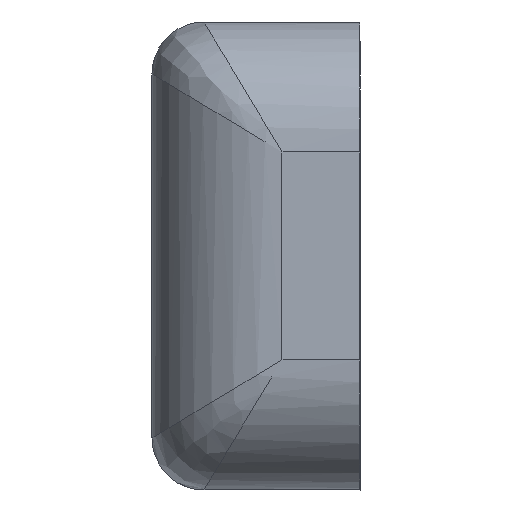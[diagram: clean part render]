
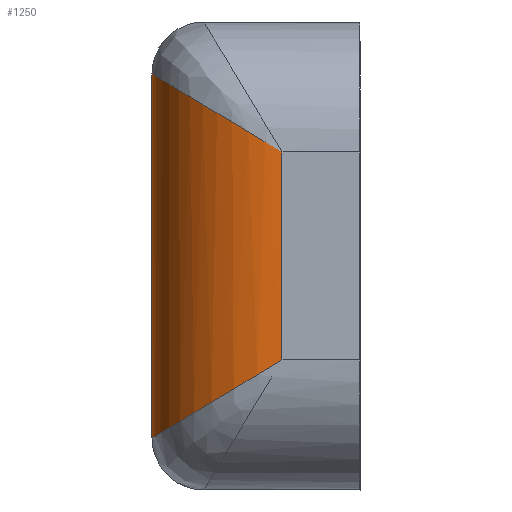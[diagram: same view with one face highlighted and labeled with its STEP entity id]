
A CAD part, left-side view. The second image highlights one B-rep face of the part: STEP entity #1250.
In plain terms, the highlighted cylindrical face has radius 5 mm (diameter 10 mm), a partial arc.
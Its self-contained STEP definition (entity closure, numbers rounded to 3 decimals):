
#28=ELLIPSE('',#1359,5.831,5.);
#31=ELLIPSE('',#1365,5.831,5.);
#44=CYLINDRICAL_SURFACE('',#1367,5.);
#145=LINE('',#2127,#277);
#146=LINE('',#2128,#278);
#277=VECTOR('',#1639,10.);
#278=VECTOR('',#1640,10.);
#355=FACE_OUTER_BOUND('',#427,.T.);
#427=EDGE_LOOP('',(#993,#994,#995,#996));
#593=VERTEX_POINT('',#2073);
#594=VERTEX_POINT('',#2074);
#599=VERTEX_POINT('',#2121);
#600=VERTEX_POINT('',#2123);
#739=EDGE_CURVE('',#593,#594,#28,.T.);
#746=EDGE_CURVE('',#599,#600,#31,.T.);
#748=EDGE_CURVE('',#593,#600,#145,.T.);
#749=EDGE_CURVE('',#599,#594,#146,.T.);
#993=ORIENTED_EDGE('',*,*,#739,.F.);
#994=ORIENTED_EDGE('',*,*,#748,.T.);
#995=ORIENTED_EDGE('',*,*,#746,.F.);
#996=ORIENTED_EDGE('',*,*,#749,.T.);
#1250=ADVANCED_FACE('',(#355),#44,.T.);
#1359=AXIS2_PLACEMENT_3D('',#2075,#1619,#1620);
#1365=AXIS2_PLACEMENT_3D('',#2124,#1633,#1634);
#1367=AXIS2_PLACEMENT_3D('',#2126,#1637,#1638);
#1619=DIRECTION('center_axis',(0.,-0.514,
0.857));
#1620=DIRECTION('ref_axis',(0.,0.857,0.514));
#1633=DIRECTION('center_axis',(0.,-0.514,
-0.857));
#1634=DIRECTION('ref_axis',(0.,0.857,-0.514));
#1637=DIRECTION('center_axis',(0.,0.,
-1.));
#1638=DIRECTION('ref_axis',(-0.707,0.707,0.));
#1639=DIRECTION('',(0.,0.,-1.));
#1640=DIRECTION('',(0.,0.,1.));
#2073=CARTESIAN_POINT('',(-167.,13.,7.));
#2074=CARTESIAN_POINT('',(-172.,8.,4.));
#2075=CARTESIAN_POINT('Origin',(-167.,8.,4.));
#2121=CARTESIAN_POINT('',(-172.,8.,-4.));
#2123=CARTESIAN_POINT('',(-167.,13.,-7.));
#2124=CARTESIAN_POINT('Origin',(-167.,8.,-4.));
#2126=CARTESIAN_POINT('Origin',(-167.,8.,0.));
#2127=CARTESIAN_POINT('',(-167.,13.,0.));
#2128=CARTESIAN_POINT('',(-172.,8.,0.));
